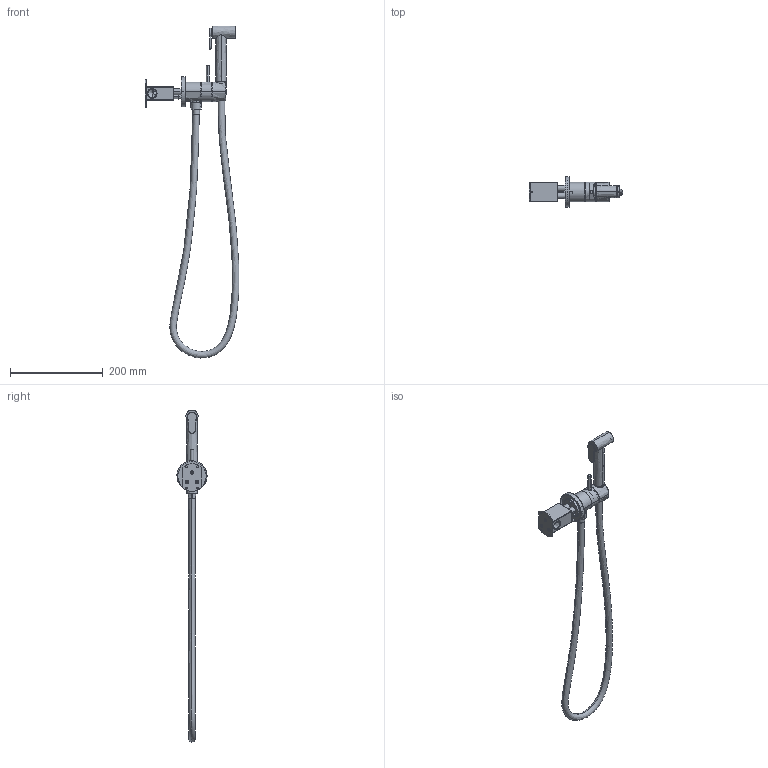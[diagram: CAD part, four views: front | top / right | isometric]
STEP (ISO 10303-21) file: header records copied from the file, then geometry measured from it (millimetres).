
FILE_DESCRIPTION(/* description */ (''),/* implementation_level */ '2;1');
FILE_NAME(/* name */ 'KSPAT1~1',/* time_stamp */ '2019-02-08T09:45:57+01:00',/* author */ (''),/* organization */ (''),/* preprocessor_version */ 'ST-DEVELOPER v15',/* originating_system */ '',/* authorisation */ '');
FILE_SCHEMA (('AUTOMOTIVE_DESIGN_CC2'));
Length unit declared in the file: millimetre
Products named in the file (1): Document
Bounding box: 201.92 x 65 x 716.57 mm (x, y, z)
Volume: 421317.6 mm3; surface area: 156920.9 mm2
Topology: 22 solids, 22 shells, 1022 faces, 2502 edges, 1521 vertices
Faces by surface type: bspline 798, plane 224
Entity records: 75965 total; most frequent: CARTESIAN_POINT 61468, ORIENTED_EDGE 4872, EDGE_CURVE 2436, VERTEX_POINT 1521, B_SPLINE_CURVE_WITH_KNOTS 1297, EDGE_LOOP 1217, ADVANCED_FACE 1022, FACE_OUTER_BOUND 1022
